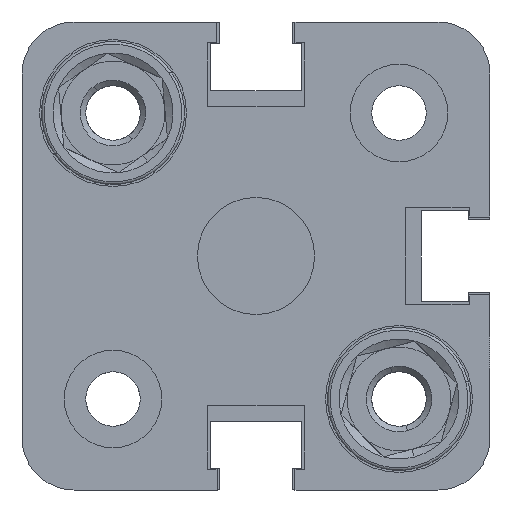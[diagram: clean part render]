
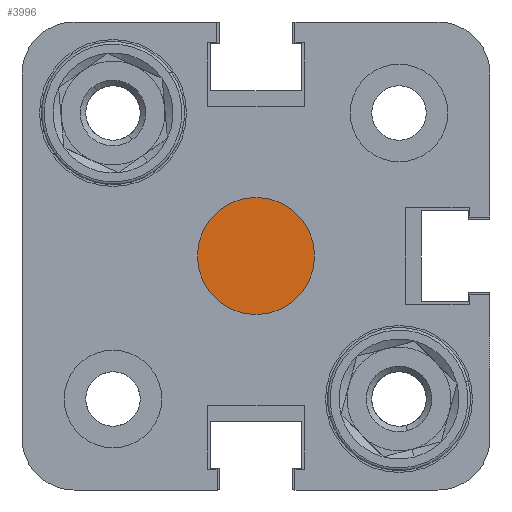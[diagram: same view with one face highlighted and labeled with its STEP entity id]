
A CAD part, left-side view. The second image highlights one B-rep face of the part: STEP entity #3996.
In plain terms, the highlighted planar face has unit normal (-1, 0, 0).
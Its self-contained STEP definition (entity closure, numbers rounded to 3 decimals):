
#686 = ORIENTED_EDGE ( 'NONE', *, *, #9782, .T. ) ;
#1768 = FACE_OUTER_BOUND ( 'NONE', #10387, .T. ) ;
#1894 = DIRECTION ( 'NONE',  ( -1., 0., 0. ) ) ;
#3207 = CIRCLE ( 'NONE', #22717, 4.5 ) ;
#3996 = ADVANCED_FACE ( 'NONE', ( #1768 ), #19886, .T. ) ;
#4719 = CARTESIAN_POINT ( 'NONE',  ( 3., 0., 4.5 ) ) ;
#4722 = ORIENTED_EDGE ( 'NONE', *, *, #13100, .T. ) ;
#6918 = VERTEX_POINT ( 'NONE', #8062 ) ;
#8062 = CARTESIAN_POINT ( 'NONE',  ( 3., 0., -4.5 ) ) ;
#9267 = VERTEX_POINT ( 'NONE', #4719 ) ;
#9782 = EDGE_CURVE ( 'NONE', #6918, #9267, #11963, .T. ) ;
#9952 = DIRECTION ( 'NONE',  ( 0., 0., 1. ) ) ;
#10387 = EDGE_LOOP ( 'NONE', ( #4722, #686 ) ) ;
#11963 = CIRCLE ( 'NONE', #13653, 4.5 ) ;
#13100 = EDGE_CURVE ( 'NONE', #9267, #6918, #3207, .T. ) ;
#13653 = AXIS2_PLACEMENT_3D ( 'NONE', #15933, #13944, #17665 ) ;
#13670 = DIRECTION ( 'NONE',  ( 0., 0., 1. ) ) ;
#13944 = DIRECTION ( 'NONE',  ( -1., 0., 0. ) ) ;
#14685 = AXIS2_PLACEMENT_3D ( 'NONE', #20009, #1894, #9952 ) ;
#15933 = CARTESIAN_POINT ( 'NONE',  ( 3., 0., 0. ) ) ;
#17665 = DIRECTION ( 'NONE',  ( 0., 0., 1. ) ) ;
#19129 = CARTESIAN_POINT ( 'NONE',  ( 3., 0., 0. ) ) ;
#19886 = PLANE ( 'NONE',  #14685 ) ;
#20009 = CARTESIAN_POINT ( 'NONE',  ( 3., 0., 0. ) ) ;
#22354 = DIRECTION ( 'NONE',  ( -1., 0., 0. ) ) ;
#22717 = AXIS2_PLACEMENT_3D ( 'NONE', #19129, #22354, #13670 ) ;
